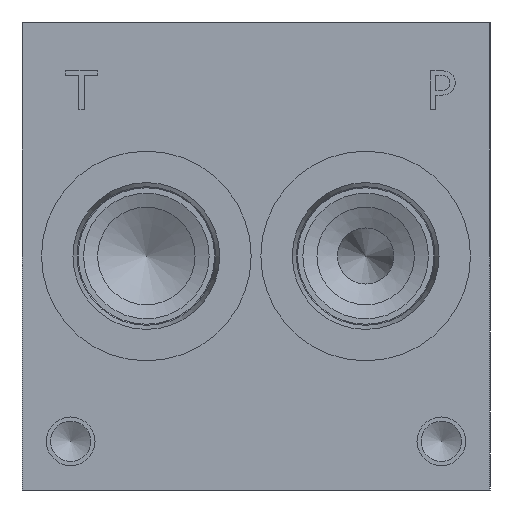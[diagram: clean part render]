
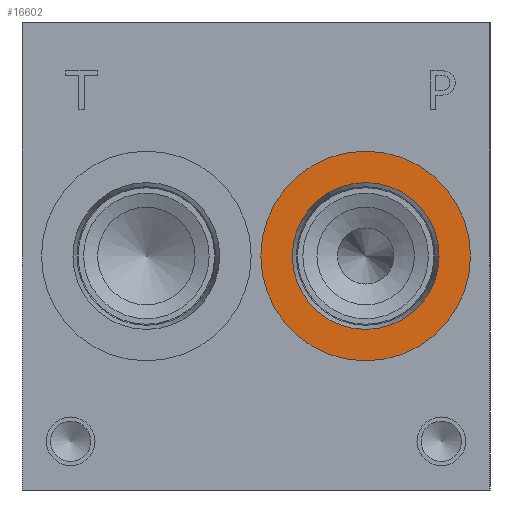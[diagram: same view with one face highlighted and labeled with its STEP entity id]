
A CAD part, left-side view. The second image highlights one B-rep face of the part: STEP entity #16602.
In plain terms, the highlighted planar face has unit normal (-1, 0, 0).
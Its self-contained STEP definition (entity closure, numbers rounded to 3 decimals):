
#528=CIRCLE('',#17567,17.069);
#529=CIRCLE('',#17568,17.069);
#530=CIRCLE('',#17569,11.951);
#844=FACE_BOUND('',#3236,.T.);
#2260=FACE_OUTER_BOUND('',#3235,.T.);
#3235=EDGE_LOOP('',(#14193,#14194));
#3236=EDGE_LOOP('',(#14195));
#7626=VERTEX_POINT('',#28433);
#7627=VERTEX_POINT('',#28434);
#7628=VERTEX_POINT('',#28437);
#9888=EDGE_CURVE('',#7626,#7627,#528,.T.);
#9889=EDGE_CURVE('',#7627,#7626,#529,.T.);
#9890=EDGE_CURVE('',#7628,#7628,#530,.T.);
#14193=ORIENTED_EDGE('',*,*,#9888,.T.);
#14194=ORIENTED_EDGE('',*,*,#9889,.T.);
#14195=ORIENTED_EDGE('',*,*,#9890,.F.);
#15265=PLANE('',#17566);
#16602=ADVANCED_FACE('',(#2260,#844),#15265,.T.);
#17566=AXIS2_PLACEMENT_3D('',#28432,#20879,#20880);
#17567=AXIS2_PLACEMENT_3D('',#28435,#20881,#20882);
#17568=AXIS2_PLACEMENT_3D('',#28436,#20883,#20884);
#17569=AXIS2_PLACEMENT_3D('',#28438,#20885,#20886);
#20879=DIRECTION('center_axis',(-1.,0.,0.));
#20880=DIRECTION('ref_axis',(0.,1.,0.));
#20881=DIRECTION('center_axis',(-1.,0.,0.));
#20882=DIRECTION('ref_axis',(0.,1.,0.));
#20883=DIRECTION('center_axis',(-1.,0.,0.));
#20884=DIRECTION('ref_axis',(0.,1.,0.));
#20885=DIRECTION('center_axis',(-1.,0.,0.));
#20886=DIRECTION('ref_axis',(0.,1.,0.));
#28432=CARTESIAN_POINT('Origin',(0.787,20.244,38.1));
#28433=CARTESIAN_POINT('',(0.787,37.313,38.1));
#28434=CARTESIAN_POINT('',(0.787,3.175,38.1));
#28435=CARTESIAN_POINT('Origin',(0.787,20.244,38.1));
#28436=CARTESIAN_POINT('Origin',(0.787,20.244,38.1));
#28437=CARTESIAN_POINT('',(0.787,8.293,38.1));
#28438=CARTESIAN_POINT('Origin',(0.787,20.244,38.1));
